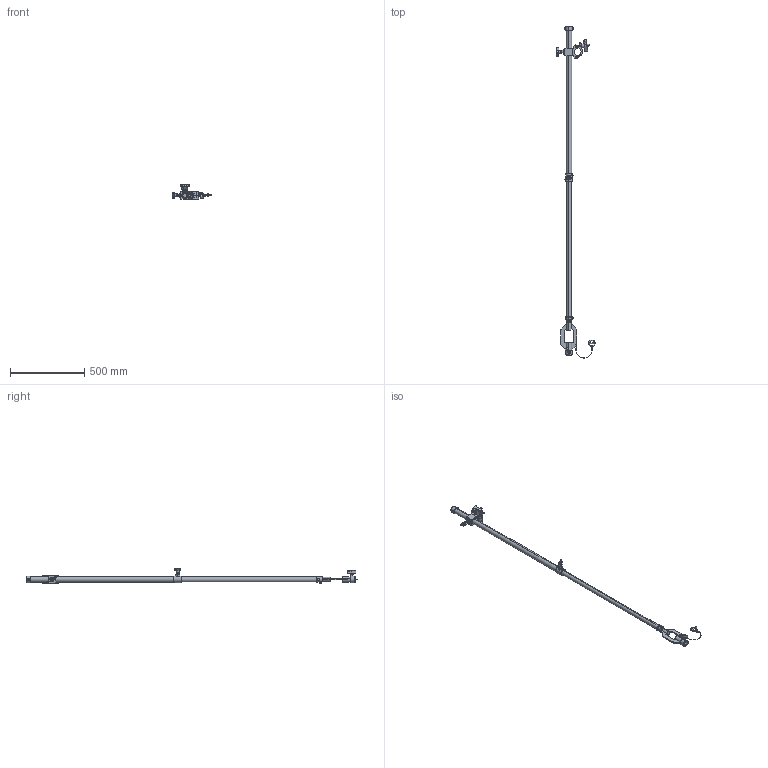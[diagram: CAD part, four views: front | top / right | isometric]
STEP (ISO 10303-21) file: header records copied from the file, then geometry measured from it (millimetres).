
FILE_DESCRIPTION (( 'STEP AP203' ), '1' );
FILE_NAME ('G2024.STEP', '2018-09-28T15:16:06', ( '' ), ( '' ), 'SwSTEP 2.0', 'SolidWorks 2016', '' );
FILE_SCHEMA (( 'CONFIG_CONTROL_DESIGN' ));
Length unit declared in the file: millimetre
Products named in the file (41): TH1874; TH1877; Hex Bolt_ISO 4016 - M8 x 45 x 22-WS; Hex Bolt_ISO 4016 - M8 x 55 x 22-WS; T78052_T78053; F790; TH1881; S2605_Default2; TH1885; TH1884; TH1880; Doughty Knob_S0155; TH733; TH1878; Doughty Knob_S0154; TH1873; TH1879; TH577_TH577; TH1882; S3055; S0124; Doughty Knob_S0153; B Washer_Bright washer BS 4320 - M8 (Form B); TH1871; TH1523_TH1524; G2024; S1426; A Washer_Bright washer BS 4320 - M12 (Form A); TH1525; TH1876; TH1872; T28380; TH1883; T21000; TH2002_TH2002 - 50MM WIDE; TH2001_TH2001 - 50MM WIDE; TH1523_TH1523; TH157_TH157; TH1875; SW3dPS-nyloc nut, st stl a2 iso_M8 NYLOC ...
Assembly tree (51 placements, depth 5):
  G2024
    TH1879
      TH1525
      TH1523_TH1523
      TH1523_TH1524
      TH1877
    T28380
      S2605_Default2
      T21000
      S1426  x2
    Doughty Knob_S0153
    TH1878
      TH1875
      TH1876
    TH1880
      TH1874
      TH1871
      TH1873
    TH1872
    Hex Bolt_ISO 4016 - M8 x 55 x 22-WS
    B Washer_Bright washer BS 4320 - M8 (Form B)  x6
    SW3dPS-nyloc nut, st stl a2 iso_M8 NYLOC  x3
    Hex Bolt_ISO 4016 - M8 x 45 x 22-WS  x2
    TH1885
      TH1884
        TH1881
        TH1883
        TH577_TH577
          TH2002_TH2002 - 50MM WIDE
      TH157_TH157
        TH2001_TH2001 - 50MM WIDE
      T78052_T78053
        TH733
        A Washer_Bright washer BS 4320 - M12 (Form A)
        S0124
      F790  x2
      F629
      Doughty Knob_S0155
    TH1882  x2
    Doughty Knob_S0154
    S3055
Bounding box: 262.65 x 2237.83 x 101.42 mm (x, y, z)
Volume: 880149.3 mm3; surface area: 614740.5 mm2
Topology: 42 solids, 42 shells, 1529 faces, 3821 edges, 2440 vertices
Faces by surface type: plane 536, cylinder 493, cone 356, bspline 74, torus 70
Entity records: 50281 total; most frequent: CARTESIAN_POINT 14270, DIRECTION 6668, ORIENTED_EDGE 6480, EDGE_CURVE 3240, AXIS2_PLACEMENT_3D 2477, VERTEX_POINT 2082, LINE 1714, VECTOR 1714
